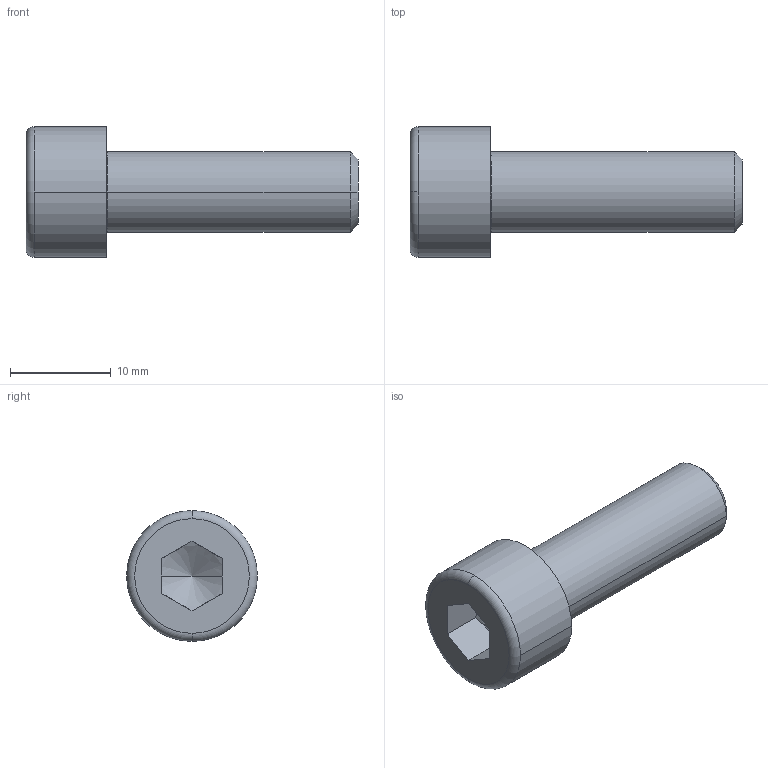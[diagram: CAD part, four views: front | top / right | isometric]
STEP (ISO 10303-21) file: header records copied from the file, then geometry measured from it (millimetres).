
FILE_DESCRIPTION (( 'STEP AP214' ), '1' );
FILE_NAME ('DIN912-M8x25 RVS A4-70.ipt.STEP', '2025-02-26T10:18:27', ( '' ), ( '' ), 'SwSTEP 2.0', 'SolidWorks 2025', '' );
FILE_SCHEMA (( 'AUTOMOTIVE_DESIGN' ));
Length unit declared in the file: millimetre
Products named in the file (1): DIN912-M8x25 RVS A4-70.ipt
Bounding box: 33 x 13 x 13 mm (x, y, z)
Volume: 2157 mm3; surface area: 1284.7 mm2
Topology: 1 solids, 1 shells, 21 faces, 52 edges, 33 vertices
Faces by surface type: plane 9, torus 4, cylinder 4, cone 4
Entity records: 633 total; most frequent: CARTESIAN_POINT 121, DIRECTION 108, ORIENTED_EDGE 100, EDGE_CURVE 50, AXIS2_PLACEMENT_3D 44, VERTEX_POINT 33, EDGE_LOOP 23, CIRCLE 22
